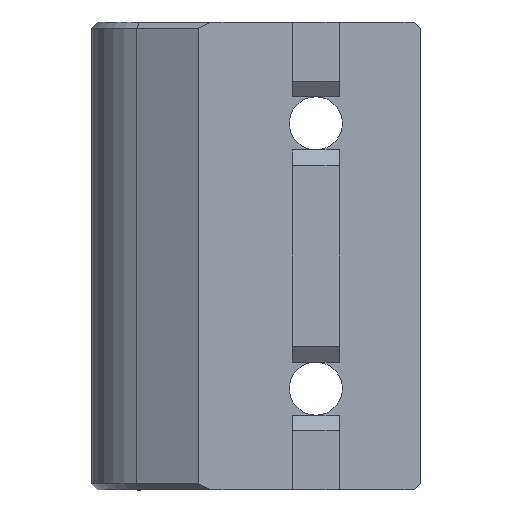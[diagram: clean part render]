
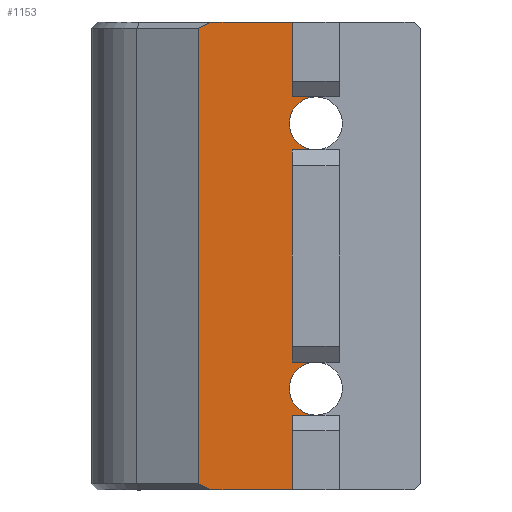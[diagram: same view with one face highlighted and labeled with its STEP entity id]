
A CAD part, left-side view. The second image highlights one B-rep face of the part: STEP entity #1153.
In plain terms, the highlighted planar face has unit normal (-1, 0, 0).
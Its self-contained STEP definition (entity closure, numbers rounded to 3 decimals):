
#23=CIRCLE('',#1202,1.7);
#27=CIRCLE('',#1209,1.7);
#134=PLANE('',#1267);
#179=FACE_OUTER_BOUND('',#250,.T.);
#250=EDGE_LOOP('',(#972,#973,#974,#975,#976,#977,#978,#979,#980,#981,#982,
#983,#984,#985));
#302=LINE('',#1910,#411);
#322=LINE('',#1955,#431);
#335=LINE('',#1978,#444);
#342=LINE('',#2031,#451);
#347=LINE('',#2041,#456);
#352=LINE('',#2051,#461);
#356=LINE('',#2059,#465);
#357=LINE('',#2062,#466);
#360=LINE('',#2067,#469);
#366=LINE('',#2078,#475);
#367=LINE('',#2080,#476);
#368=LINE('',#2081,#477);
#411=VECTOR('',#1387,10.);
#431=VECTOR('',#1433,10.);
#444=VECTOR('',#1452,10.);
#451=VECTOR('',#1501,10.);
#456=VECTOR('',#1510,10.);
#461=VECTOR('',#1519,10.);
#465=VECTOR('',#1525,10.);
#466=VECTOR('',#1528,10.);
#469=VECTOR('',#1533,10.);
#475=VECTOR('',#1547,10.);
#476=VECTOR('',#1550,10.);
#477=VECTOR('',#1551,10.);
#509=VERTEX_POINT('',#1788);
#511=VERTEX_POINT('',#1791);
#514=VERTEX_POINT('',#1803);
#515=VERTEX_POINT('',#1804);
#527=VERTEX_POINT('',#1908);
#528=VERTEX_POINT('',#1909);
#539=VERTEX_POINT('',#1953);
#540=VERTEX_POINT('',#1954);
#547=VERTEX_POINT('',#1977);
#572=VERTEX_POINT('',#2029);
#573=VERTEX_POINT('',#2035);
#578=VERTEX_POINT('',#2049);
#579=VERTEX_POINT('',#2053);
#582=VERTEX_POINT('',#2061);
#619=EDGE_CURVE('',#509,#511,#23,.T.);
#625=EDGE_CURVE('',#514,#515,#27,.T.);
#642=EDGE_CURVE('',#527,#528,#302,.T.);
#666=EDGE_CURVE('',#539,#540,#322,.T.);
#679=EDGE_CURVE('',#540,#547,#335,.T.);
#706=EDGE_CURVE('',#509,#572,#342,.T.);
#711=EDGE_CURVE('',#511,#573,#347,.T.);
#716=EDGE_CURVE('',#514,#578,#352,.T.);
#720=EDGE_CURVE('',#515,#579,#356,.T.);
#721=EDGE_CURVE('',#582,#579,#357,.T.);
#724=EDGE_CURVE('',#578,#573,#360,.T.);
#730=EDGE_CURVE('',#572,#547,#366,.T.);
#731=EDGE_CURVE('',#527,#582,#367,.T.);
#732=EDGE_CURVE('',#528,#539,#368,.T.);
#972=ORIENTED_EDGE('',*,*,#642,.F.);
#973=ORIENTED_EDGE('',*,*,#731,.T.);
#974=ORIENTED_EDGE('',*,*,#721,.T.);
#975=ORIENTED_EDGE('',*,*,#720,.F.);
#976=ORIENTED_EDGE('',*,*,#625,.F.);
#977=ORIENTED_EDGE('',*,*,#716,.T.);
#978=ORIENTED_EDGE('',*,*,#724,.T.);
#979=ORIENTED_EDGE('',*,*,#711,.F.);
#980=ORIENTED_EDGE('',*,*,#619,.F.);
#981=ORIENTED_EDGE('',*,*,#706,.T.);
#982=ORIENTED_EDGE('',*,*,#730,.T.);
#983=ORIENTED_EDGE('',*,*,#679,.F.);
#984=ORIENTED_EDGE('',*,*,#666,.F.);
#985=ORIENTED_EDGE('',*,*,#732,.F.);
#1153=ADVANCED_FACE('',(#179),#134,.T.);
#1202=AXIS2_PLACEMENT_3D('',#1792,#1339,#1340);
#1209=AXIS2_PLACEMENT_3D('',#1805,#1355,#1356);
#1267=AXIS2_PLACEMENT_3D('',#2079,#1548,#1549);
#1339=DIRECTION('center_axis',(-1.,0.,0.));
#1340=DIRECTION('ref_axis',(0.,1.,0.));
#1355=DIRECTION('center_axis',(-1.,0.,0.));
#1356=DIRECTION('ref_axis',(0.,1.,0.));
#1387=DIRECTION('',(0.,0.903,0.43));
#1433=DIRECTION('',(0.,-0.903,0.43));
#1452=DIRECTION('',(0.,-1.,0.));
#1501=DIRECTION('',(0.,1.,0.));
#1510=DIRECTION('',(0.,1.,0.));
#1519=DIRECTION('',(0.,1.,0.));
#1525=DIRECTION('',(0.,1.,0.));
#1528=DIRECTION('',(0.,0.,1.));
#1533=DIRECTION('',(0.,0.,1.));
#1547=DIRECTION('',(0.,0.,1.));
#1548=DIRECTION('center_axis',(-1.,0.,0.));
#1549=DIRECTION('ref_axis',(0.,-1.,0.));
#1550=DIRECTION('',(0.,-1.,0.));
#1551=DIRECTION('',(0.,0.,1.));
#1788=CARTESIAN_POINT('',(115.002,-125.25,74.4));
#1791=CARTESIAN_POINT('',(115.002,-125.25,71.));
#1792=CARTESIAN_POINT('Origin',(115.002,-125.25,72.7));
#1803=CARTESIAN_POINT('',(115.002,-125.25,57.4));
#1804=CARTESIAN_POINT('',(115.002,-125.25,54.));
#1805=CARTESIAN_POINT('Origin',(115.002,-125.25,55.7));
#1908=CARTESIAN_POINT('',(115.002,-118.59,49.2));
#1909=CARTESIAN_POINT('',(115.002,-117.75,49.6));
#1910=CARTESIAN_POINT('',(115.002,-118.307,49.335));
#1953=CARTESIAN_POINT('',(115.002,-117.75,78.8));
#1954=CARTESIAN_POINT('',(115.002,-118.59,79.2));
#1955=CARTESIAN_POINT('',(115.002,-112.483,76.291));
#1977=CARTESIAN_POINT('',(115.002,-123.75,79.2));
#1978=CARTESIAN_POINT('',(115.002,-117.75,79.2));
#2029=CARTESIAN_POINT('',(115.002,-123.75,74.4));
#2031=CARTESIAN_POINT('',(115.002,-126.75,74.4));
#2035=CARTESIAN_POINT('',(115.002,-123.75,71.));
#2041=CARTESIAN_POINT('',(115.002,-126.75,71.));
#2049=CARTESIAN_POINT('',(115.002,-123.75,57.4));
#2051=CARTESIAN_POINT('',(115.002,-126.75,57.4));
#2053=CARTESIAN_POINT('',(115.002,-123.75,54.));
#2059=CARTESIAN_POINT('',(115.002,-126.75,54.));
#2061=CARTESIAN_POINT('',(115.002,-123.75,49.2));
#2062=CARTESIAN_POINT('',(115.002,-123.75,49.2));
#2067=CARTESIAN_POINT('',(115.002,-123.75,49.2));
#2078=CARTESIAN_POINT('',(115.002,-123.75,49.2));
#2079=CARTESIAN_POINT('Origin',(115.002,-117.75,49.2));
#2080=CARTESIAN_POINT('',(115.002,-117.75,49.2));
#2081=CARTESIAN_POINT('',(115.002,-117.75,49.2));
